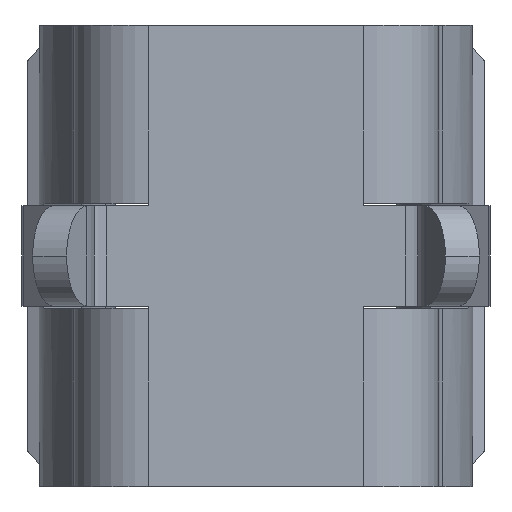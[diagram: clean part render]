
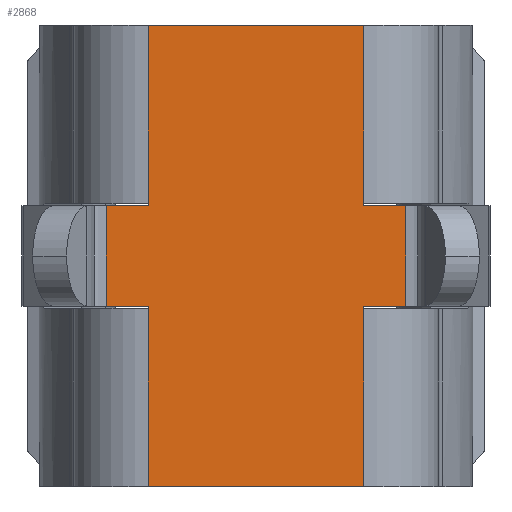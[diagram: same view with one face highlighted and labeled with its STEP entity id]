
A CAD part, front view. The second image highlights one B-rep face of the part: STEP entity #2868.
In plain terms, the highlighted planar face has unit normal (0, -1, 0).
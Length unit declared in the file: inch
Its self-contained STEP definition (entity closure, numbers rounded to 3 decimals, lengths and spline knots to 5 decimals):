
#82 = VERTEX_POINT ( 'NONE', #733 ) ;
#106 = CARTESIAN_POINT ( 'NONE',  ( -0.046, 0., -0.0225 ) ) ;
#137 = CARTESIAN_POINT ( 'NONE',  ( 0.046, 0., 0.0215 ) ) ;
#182 = VECTOR ( 'NONE', #633, 39.37008 ) ;
#236 = CARTESIAN_POINT ( 'NONE',  ( 0.046, 0., 0.0225 ) ) ;
#281 = VECTOR ( 'NONE', #3017, 39.37008 ) ;
#294 = VECTOR ( 'NONE', #3348, 39.37008 ) ;
#298 = ORIENTED_EDGE ( 'NONE', *, *, #2359, .F. ) ;
#340 = VECTOR ( 'NONE', #2442, 39.37008 ) ;
#382 = DIRECTION ( 'NONE',  ( 0., 0., -1. ) ) ;
#384 = EDGE_CURVE ( 'NONE', #3562, #1437, #392, .T. ) ;
#392 = LINE ( 'NONE', #3671, #2707 ) ;
#476 = FACE_OUTER_BOUND ( 'NONE', #1999, .T. ) ;
#480 = LINE ( 'NONE', #3571, #3680 ) ;
#504 = CARTESIAN_POINT ( 'NONE',  ( -0.046, 0., -0.0985 ) ) ;
#531 = VERTEX_POINT ( 'NONE', #1084 ) ;
#544 = VERTEX_POINT ( 'NONE', #2013 ) ;
#551 = CARTESIAN_POINT ( 'NONE',  ( 0.064, 0., -0.0215 ) ) ;
#578 = LINE ( 'NONE', #2055, #3676 ) ;
#633 = DIRECTION ( 'NONE',  ( 0., 0., -1. ) ) ;
#674 = VERTEX_POINT ( 'NONE', #2550 ) ;
#733 = CARTESIAN_POINT ( 'NONE',  ( 0.064, 0., 0.0215 ) ) ;
#802 = EDGE_CURVE ( 'NONE', #2349, #2453, #3269, .T. ) ;
#847 = DIRECTION ( 'NONE',  ( -1., 0., 0. ) ) ;
#916 = CARTESIAN_POINT ( 'NONE',  ( -0.046, 0., -0.0985 ) ) ;
#972 = ORIENTED_EDGE ( 'NONE', *, *, #1818, .F. ) ;
#973 = VECTOR ( 'NONE', #3702, 39.37008 ) ;
#981 = CARTESIAN_POINT ( 'NONE',  ( 0.046, 0., 0.0985 ) ) ;
#1010 = CARTESIAN_POINT ( 'NONE',  ( -0.046, 0., 0.0225 ) ) ;
#1041 = LINE ( 'NONE', #2727, #340 ) ;
#1084 = CARTESIAN_POINT ( 'NONE',  ( -0.046, 0., -0.0215 ) ) ;
#1089 = VERTEX_POINT ( 'NONE', #2217 ) ;
#1103 = VERTEX_POINT ( 'NONE', #106 ) ;
#1186 = LINE ( 'NONE', #2164, #294 ) ;
#1267 = ORIENTED_EDGE ( 'NONE', *, *, #3462, .T. ) ;
#1350 = VERTEX_POINT ( 'NONE', #3350 ) ;
#1373 = DIRECTION ( 'NONE',  ( 1., 0., 0. ) ) ;
#1398 = EDGE_CURVE ( 'NONE', #544, #3028, #2590, .T. ) ;
#1406 = VERTEX_POINT ( 'NONE', #3374 ) ;
#1437 = VERTEX_POINT ( 'NONE', #1010 ) ;
#1442 = CARTESIAN_POINT ( 'NONE',  ( 0.064, 0., 0.0215 ) ) ;
#1471 = AXIS2_PLACEMENT_3D ( 'NONE', #1666, #3159, #1373 ) ;
#1481 = VECTOR ( 'NONE', #2237, 39.37008 ) ;
#1492 = DIRECTION ( 'NONE',  ( 0., 0., -1. ) ) ;
#1502 = EDGE_CURVE ( 'NONE', #674, #1350, #2315, .T. ) ;
#1624 = LINE ( 'NONE', #1696, #3106 ) ;
#1666 = CARTESIAN_POINT ( 'NONE',  ( -0.046, 0., 0.0985 ) ) ;
#1687 = ORIENTED_EDGE ( 'NONE', *, *, #2300, .T. ) ;
#1696 = CARTESIAN_POINT ( 'NONE',  ( -0.046, 0., 0.0225 ) ) ;
#1762 = VECTOR ( 'NONE', #3517, 39.37008 ) ;
#1796 = CARTESIAN_POINT ( 'NONE',  ( -0.064, 0., -0.0215 ) ) ;
#1805 = ORIENTED_EDGE ( 'NONE', *, *, #802, .F. ) ;
#1818 = EDGE_CURVE ( 'NONE', #1089, #2998, #3463, .T. ) ;
#1842 = EDGE_CURVE ( 'NONE', #1350, #3343, #3367, .T. ) ;
#1854 = CARTESIAN_POINT ( 'NONE',  ( 0.046, 0., 0.0225 ) ) ;
#1876 = ORIENTED_EDGE ( 'NONE', *, *, #3821, .T. ) ;
#1924 = CARTESIAN_POINT ( 'NONE',  ( -0.046, 0., 0.0215 ) ) ;
#1947 = CARTESIAN_POINT ( 'NONE',  ( 0.064, 0., 0.0215 ) ) ;
#1999 = EDGE_LOOP ( 'NONE', ( #972, #2922, #2291, #3368, #3733, #1267, #2240, #3770, #2915, #2862, #1876, #1805, #298, #1687, #2060, #3773 ) ) ;
#2007 = VECTOR ( 'NONE', #2096, 39.37008 ) ;
#2013 = CARTESIAN_POINT ( 'NONE',  ( 0.046, 0., 0.0985 ) ) ;
#2055 = CARTESIAN_POINT ( 'NONE',  ( -0.046, 0., 0.0985 ) ) ;
#2060 = ORIENTED_EDGE ( 'NONE', *, *, #2295, .T. ) ;
#2096 = DIRECTION ( 'NONE',  ( 1., 0., 0. ) ) ;
#2164 = CARTESIAN_POINT ( 'NONE',  ( 0.046, 0., 0.0985 ) ) ;
#2217 = CARTESIAN_POINT ( 'NONE',  ( 0.046, 0., -0.0985 ) ) ;
#2237 = DIRECTION ( 'NONE',  ( 0., 0., -1. ) ) ;
#2240 = ORIENTED_EDGE ( 'NONE', *, *, #2447, .F. ) ;
#2270 = LINE ( 'NONE', #1947, #1481 ) ;
#2291 = ORIENTED_EDGE ( 'NONE', *, *, #1842, .F. ) ;
#2295 = EDGE_CURVE ( 'NONE', #531, #1103, #480, .T. ) ;
#2300 = EDGE_CURVE ( 'NONE', #1406, #531, #3589, .T. ) ;
#2303 = DIRECTION ( 'NONE',  ( 0., 0., -1. ) ) ;
#2315 = LINE ( 'NONE', #551, #3004 ) ;
#2349 = VERTEX_POINT ( 'NONE', #3293 ) ;
#2359 = EDGE_CURVE ( 'NONE', #1406, #2349, #2610, .T. ) ;
#2439 = LINE ( 'NONE', #2503, #3813 ) ;
#2442 = DIRECTION ( 'NONE',  ( 0., 0., -1. ) ) ;
#2447 = EDGE_CURVE ( 'NONE', #3028, #3727, #2439, .T. ) ;
#2453 = VERTEX_POINT ( 'NONE', #1924 ) ;
#2503 = CARTESIAN_POINT ( 'NONE',  ( 0.046, 0., 0.0225 ) ) ;
#2550 = CARTESIAN_POINT ( 'NONE',  ( 0.064, 0., -0.0215 ) ) ;
#2569 = PLANE ( 'NONE',  #1471 ) ;
#2590 = LINE ( 'NONE', #981, #3371 ) ;
#2610 = LINE ( 'NONE', #2724, #2786 ) ;
#2670 = DIRECTION ( 'NONE',  ( -1., 0., 0. ) ) ;
#2703 = CARTESIAN_POINT ( 'NONE',  ( 0.046, 0., -0.0225 ) ) ;
#2707 = VECTOR ( 'NONE', #382, 39.37008 ) ;
#2718 = CARTESIAN_POINT ( 'NONE',  ( -0.046, 0., 0.0985 ) ) ;
#2724 = CARTESIAN_POINT ( 'NONE',  ( -0.064, 0., -0.0215 ) ) ;
#2727 = CARTESIAN_POINT ( 'NONE',  ( -0.046, 0., 0.0985 ) ) ;
#2786 = VECTOR ( 'NONE', #3006, 39.37008 ) ;
#2788 = DIRECTION ( 'NONE',  ( 0., 0., -1. ) ) ;
#2835 = EDGE_CURVE ( 'NONE', #544, #3562, #578, .T. ) ;
#2862 = ORIENTED_EDGE ( 'NONE', *, *, #384, .T. ) ;
#2868 = ADVANCED_FACE ( 'NONE', ( #476 ), #2569, .T. ) ;
#2915 = ORIENTED_EDGE ( 'NONE', *, *, #2835, .T. ) ;
#2922 = ORIENTED_EDGE ( 'NONE', *, *, #3647, .F. ) ;
#2998 = VERTEX_POINT ( 'NONE', #504 ) ;
#3004 = VECTOR ( 'NONE', #2670, 39.37008 ) ;
#3006 = DIRECTION ( 'NONE',  ( 0., 0., 1. ) ) ;
#3017 = DIRECTION ( 'NONE',  ( -1., 0., 0. ) ) ;
#3028 = VERTEX_POINT ( 'NONE', #236 ) ;
#3078 = DIRECTION ( 'NONE',  ( 0., 0., -1. ) ) ;
#3106 = VECTOR ( 'NONE', #2303, 39.37008 ) ;
#3149 = LINE ( 'NONE', #1442, #1762 ) ;
#3159 = DIRECTION ( 'NONE',  ( 0., -1., 0. ) ) ;
#3269 = LINE ( 'NONE', #3395, #973 ) ;
#3293 = CARTESIAN_POINT ( 'NONE',  ( -0.064, 0., 0.0215 ) ) ;
#3343 = VERTEX_POINT ( 'NONE', #2703 ) ;
#3348 = DIRECTION ( 'NONE',  ( 0., 0., -1. ) ) ;
#3350 = CARTESIAN_POINT ( 'NONE',  ( 0.046, 0., -0.0215 ) ) ;
#3367 = LINE ( 'NONE', #1854, #182 ) ;
#3368 = ORIENTED_EDGE ( 'NONE', *, *, #1502, .F. ) ;
#3371 = VECTOR ( 'NONE', #3078, 39.37008 ) ;
#3374 = CARTESIAN_POINT ( 'NONE',  ( -0.064, 0., -0.0215 ) ) ;
#3395 = CARTESIAN_POINT ( 'NONE',  ( -0.064, 0., 0.0215 ) ) ;
#3399 = EDGE_CURVE ( 'NONE', #1103, #2998, #1041, .T. ) ;
#3462 = EDGE_CURVE ( 'NONE', #82, #3727, #3149, .T. ) ;
#3463 = LINE ( 'NONE', #916, #281 ) ;
#3517 = DIRECTION ( 'NONE',  ( -1., 0., 0. ) ) ;
#3562 = VERTEX_POINT ( 'NONE', #2718 ) ;
#3571 = CARTESIAN_POINT ( 'NONE',  ( -0.046, 0., 0.0225 ) ) ;
#3589 = LINE ( 'NONE', #1796, #2007 ) ;
#3647 = EDGE_CURVE ( 'NONE', #3343, #1089, #1186, .T. ) ;
#3671 = CARTESIAN_POINT ( 'NONE',  ( -0.046, 0., 0.0985 ) ) ;
#3676 = VECTOR ( 'NONE', #847, 39.37008 ) ;
#3680 = VECTOR ( 'NONE', #1492, 39.37008 ) ;
#3702 = DIRECTION ( 'NONE',  ( 1., 0., 0. ) ) ;
#3727 = VERTEX_POINT ( 'NONE', #137 ) ;
#3729 = EDGE_CURVE ( 'NONE', #82, #674, #2270, .T. ) ;
#3733 = ORIENTED_EDGE ( 'NONE', *, *, #3729, .F. ) ;
#3770 = ORIENTED_EDGE ( 'NONE', *, *, #1398, .F. ) ;
#3773 = ORIENTED_EDGE ( 'NONE', *, *, #3399, .T. ) ;
#3813 = VECTOR ( 'NONE', #2788, 39.37008 ) ;
#3821 = EDGE_CURVE ( 'NONE', #1437, #2453, #1624, .T. ) ;
